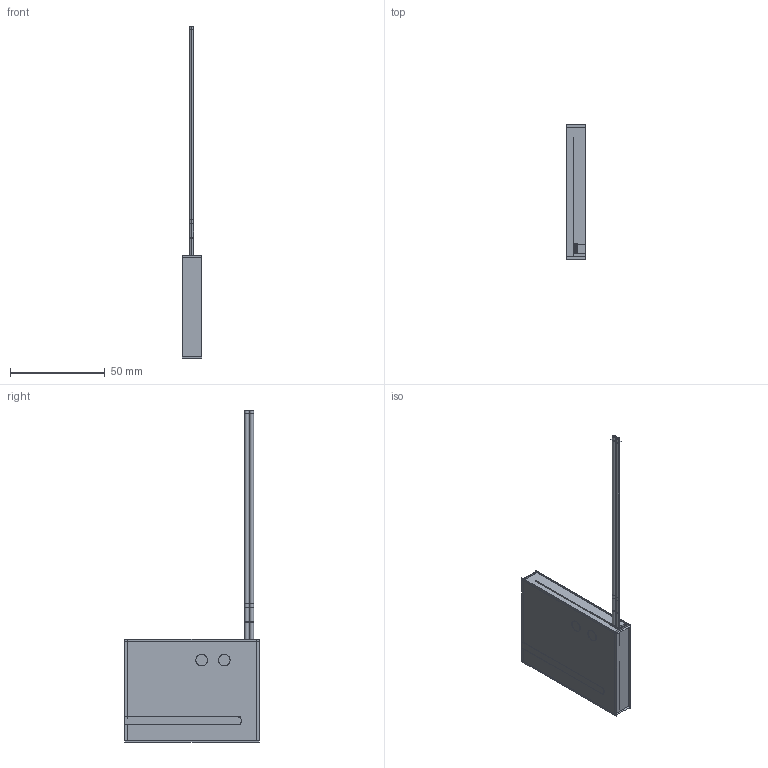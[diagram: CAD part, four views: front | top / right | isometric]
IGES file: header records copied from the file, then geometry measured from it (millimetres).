
Start section:  PTC IGES file: 193960.igs
Global section: file name: 193960.igs; native system: Creo Parametric by Parametric Technology Corporation; preprocessor: 2013230; author: pdmadmin; organization: Unknown; date: 20160309.110448; units: millimetre
Bounding box: 10.3 x 70.79 x 175.11 mm (x, y, z)
Volume: 33053.9 mm3; surface area: 87849.6 mm2
Topology: 6 solids, 8 shells, 192 faces, 988 edges, 1272 vertices
Faces by surface type: bspline 96, revolution 96
